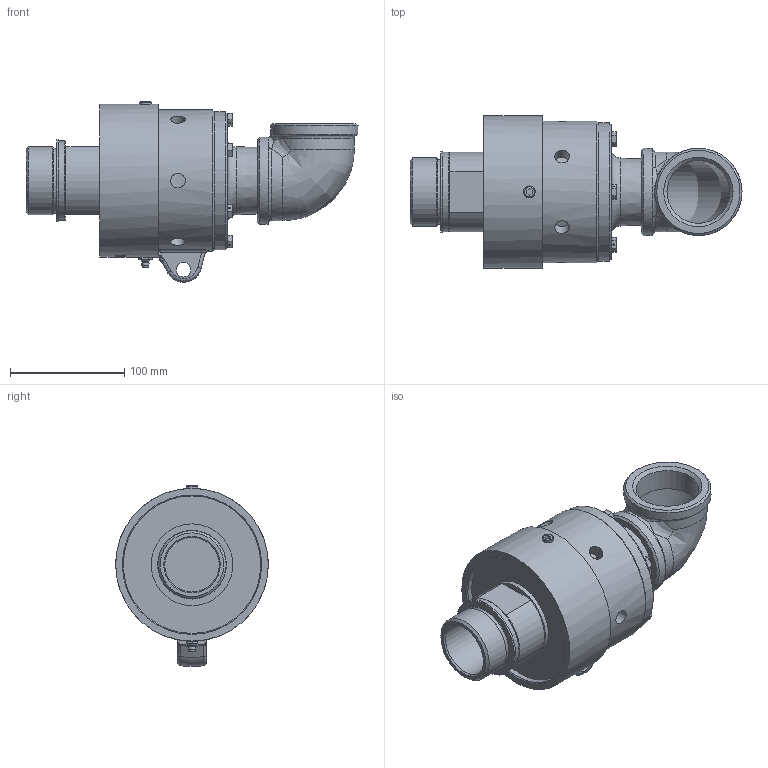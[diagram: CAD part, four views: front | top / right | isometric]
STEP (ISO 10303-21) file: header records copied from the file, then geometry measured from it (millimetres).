
FILE_DESCRIPTION(/* description */ (''),/* implementation_level */ '2;1');
FILE_NAME(/* name */ '6200-001-137-IC.stp',/* time_stamp */ '2020-05-20T14:36:54-05:00',/* author */ ('manton'),/* organization */ (''),/* preprocessor_version */ 'ST-DEVELOPER v18',/* originating_system */ 'Autodesk Inventor 2020',/* authorisation */ '');
FILE_SCHEMA (('AUTOMOTIVE_DESIGN { 1 0 10303 214 3 1 1 }'));
Products named in the file (1): 6200-001-137-IC
Bounding box: 290.1 x 133.4 x 157.83 mm (x, y, z)
Volume: 1755527.2 mm3; surface area: 149284.2 mm2
Topology: 1 solids, 10 shells, 647 faces, 1671 edges, 1092 vertices
Faces by surface type: bspline 256, plane 206, cylinder 97, cone 71, torus 16, sphere 1
Full cylindrical faces by diameter (mm): 1.27 x6, 3 x1, 6.35 x6, 6.604 x6, 7.2 x6, 12.7 x7, 47.6 x1, 54.88 x1, 59.614 x1, 60 x1, 69.5 x2, 71.4 x1, 76.2 x2, 120.14 x1, 120.7 x1, 123.8 x1, 133.4 x1
Entity records: 67788 total; most frequent: CARTESIAN_POINT 52782, ORIENTED_EDGE 3342, DIRECTION 2615, EDGE_CURVE 1671, VERTEX_POINT 1092, AXIS2_PLACEMENT_3D 1007, EDGE_LOOP 723, FACE_OUTER_BOUND 647
